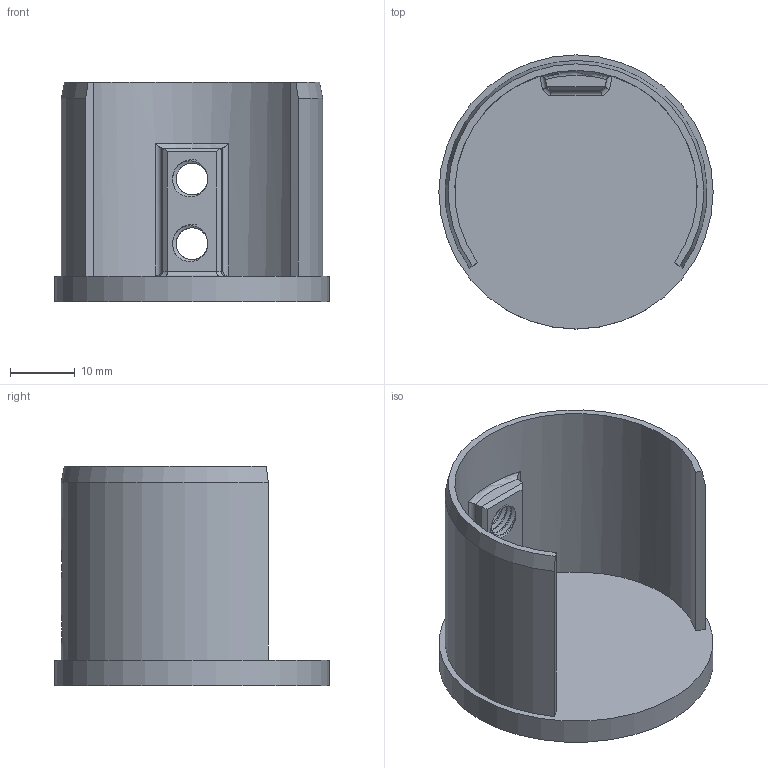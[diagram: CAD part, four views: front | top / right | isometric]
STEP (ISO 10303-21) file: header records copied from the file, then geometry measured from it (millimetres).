
FILE_DESCRIPTION(/* description */ (''),/* implementation_level */ '2;1');
FILE_NAME(/* name */ '1788_Cosch_Edelstahltechnik.stp',/* time_stamp */ '2018-08-16T13:49:52+02:00',/* author */ (''),/* organization */ (''),/* preprocessor_version */ 'ST-DEVELOPER v16',/* originating_system */ 'SIEMENS PLM Software NX 11.0',/* authorisation */ '');
FILE_SCHEMA (('AUTOMOTIVE_DESIGN { 1 0 10303 214 3 1 1 1 }'));
Length unit declared in the file: millimetre
Products named in the file (1): Goge1C0C8D45jwob
Bounding box: 42.4 x 42.4 x 34 mm (x, y, z)
Volume: 9761.1 mm3; surface area: 8738.7 mm2
Topology: 1 solids, 1 shells, 32 faces, 83 edges, 54 vertices
Faces by surface type: cylinder 14, plane 12, bspline 4, torus 1, cone 1
Full cylindrical faces by diameter (mm): 42.4 x1
Entity records: 3792 total; most frequent: CARTESIAN_POINT 3003, ORIENTED_EDGE 164, DIRECTION 142, EDGE_CURVE 82, VERTEX_POINT 54, AXIS2_PLACEMENT_3D 53, EDGE_LOOP 38, LINE 36
